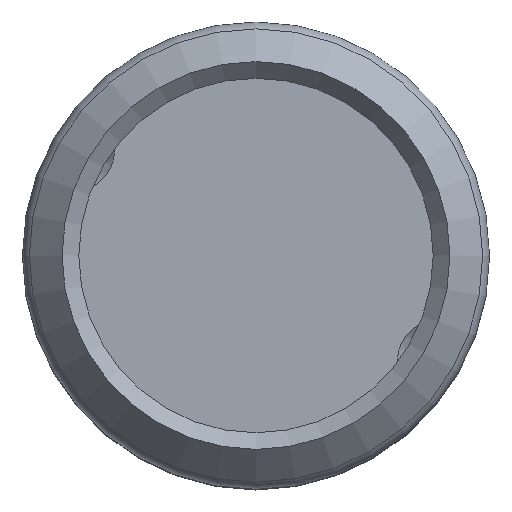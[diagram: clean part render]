
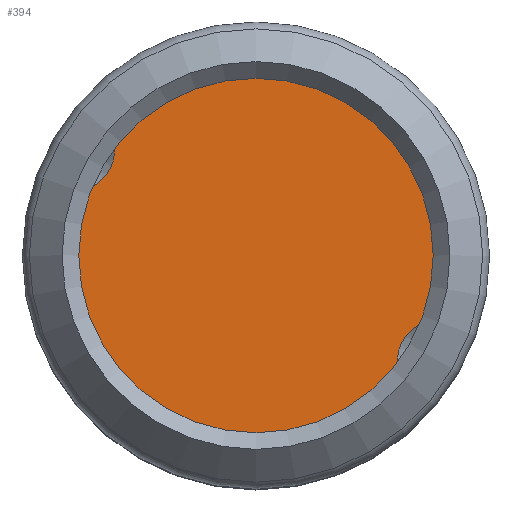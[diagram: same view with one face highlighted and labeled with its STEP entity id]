
A CAD part, top view. The second image highlights one B-rep face of the part: STEP entity #394.
In plain terms, the highlighted planar face has unit normal (0, 0, 1).
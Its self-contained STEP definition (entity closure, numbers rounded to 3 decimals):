
#394=ADVANCED_FACE('',(#981),#983,.T.);
#981=FACE_BOUND('',#982,.T.);
#982=EDGE_LOOP('',(#1419,#1420,#1421,#1422));
#983=PLANE('',#984);
#984=AXIS2_PLACEMENT_3D('',#985,#986,#987);
#985=CARTESIAN_POINT('',(0.,0.,10.));
#986=DIRECTION('',(0.,0.,1.));
#987=DIRECTION('',(1.,0.,0.));
#1419=ORIENTED_EDGE('',*,*,#1589,.T.);
#1420=ORIENTED_EDGE('',*,*,#1585,.T.);
#1421=ORIENTED_EDGE('',*,*,#1590,.T.);
#1422=ORIENTED_EDGE('',*,*,#1587,.T.);
#1585=EDGE_CURVE('',#1723,#1725,#1727,.T.);
#1587=EDGE_CURVE('',#1730,#1728,#1731,.T.);
#1589=EDGE_CURVE('',#1728,#1723,#1733,.F.);
#1590=EDGE_CURVE('',#1725,#1730,#1734,.F.);
#1723=VERTEX_POINT('',#2109);
#1725=VERTEX_POINT('',#2119);
#1727=CIRCLE('',#2129,3.733);
#1728=VERTEX_POINT('',#2133);
#1730=VERTEX_POINT('',#2143);
#1731=CIRCLE('',#2144,3.733);
#1733=CIRCLE('',#2157,0.767);
#1734=CIRCLE('',#2161,0.767);
#2109=CARTESIAN_POINT('',(3.523,-1.236,10.));
#2119=CARTESIAN_POINT('',(-2.832,2.433,10.));
#2129=AXIS2_PLACEMENT_3D('',#2130,#2131,#2132);
#2130=CARTESIAN_POINT('',(0.,0.,10.));
#2131=DIRECTION('',(0.,0.,1.));
#2132=DIRECTION('',(0.944,-0.331,0.));
#2133=CARTESIAN_POINT('',(2.832,-2.433,10.));
#2143=CARTESIAN_POINT('',(-3.523,1.236,10.));
#2144=AXIS2_PLACEMENT_3D('',#2145,#2146,#2147);
#2145=CARTESIAN_POINT('',(0.,0.,10.));
#2146=DIRECTION('',(0.,0.,1.));
#2147=DIRECTION('',(-0.944,0.331,0.));
#2157=AXIS2_PLACEMENT_3D('',#2158,#2159,#2160);
#2158=CARTESIAN_POINT('',(3.464,-2.,10.));
#2159=DIRECTION('',(0.,-0.,1.));
#2160=DIRECTION('',(0.077,0.997,0.));
#2161=AXIS2_PLACEMENT_3D('',#2162,#2163,#2164);
#2162=CARTESIAN_POINT('',(-3.464,2.,10.));
#2163=DIRECTION('',(-0.,0.,1.));
#2164=DIRECTION('',(-0.077,-0.997,0.));
